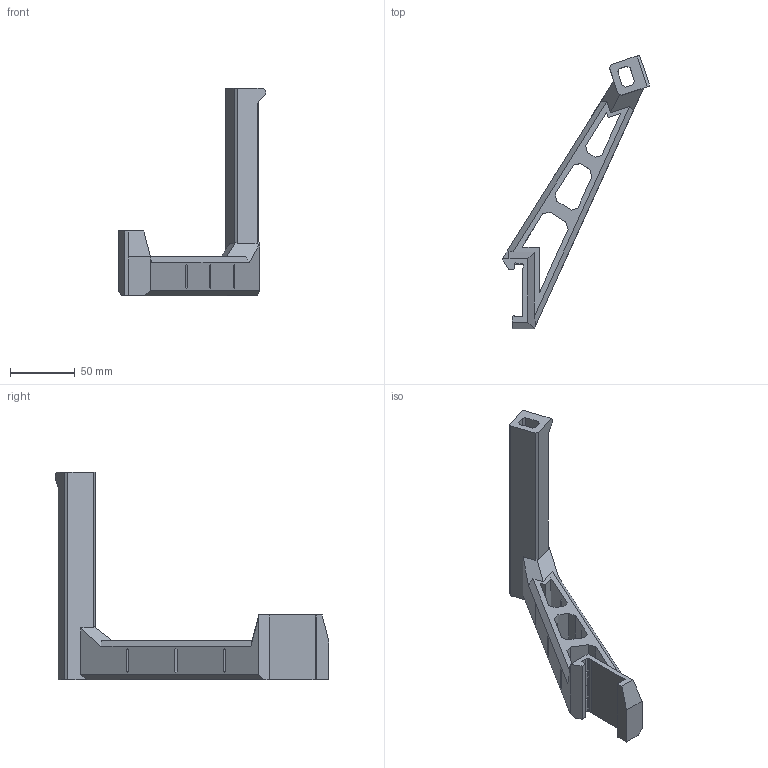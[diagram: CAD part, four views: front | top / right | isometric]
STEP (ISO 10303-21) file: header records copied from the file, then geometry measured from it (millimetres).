
FILE_DESCRIPTION(/* description */ (''),/* implementation_level */ '2;1');
FILE_NAME(/* name */ 'Prusa FBox Hoder V2 v5.step',/* time_stamp */ '2022-02-07T10:39:48-06:00',/* author */ (''),/* organization */ (''),/* preprocessor_version */ 'ST-DEVELOPER v18.1',/* originating_system */ 'Autodesk Translation Framework v10.13.0.1454',/* authorisation */ '');
FILE_SCHEMA (('AUTOMOTIVE_DESIGN { 1 0 10303 214 3 1 1 }'));
Length unit declared in the file: millimetre
Products named in the file (1): Prusa FBox Hoder V2
Bounding box: 113.45 x 210.4 x 160 mm (x, y, z)
Volume: 190248.2 mm3; surface area: 56978.6 mm2
Topology: 1 solids, 1 shells, 136 faces, 400 edges, 266 vertices
Faces by surface type: plane 136
Entity records: 4501 total; most frequent: CARTESIAN_POINT 803, ORIENTED_EDGE 800, DIRECTION 674, LINE 400, VECTOR 400, EDGE_CURVE 400, VERTEX_POINT 266, EDGE_LOOP 156
